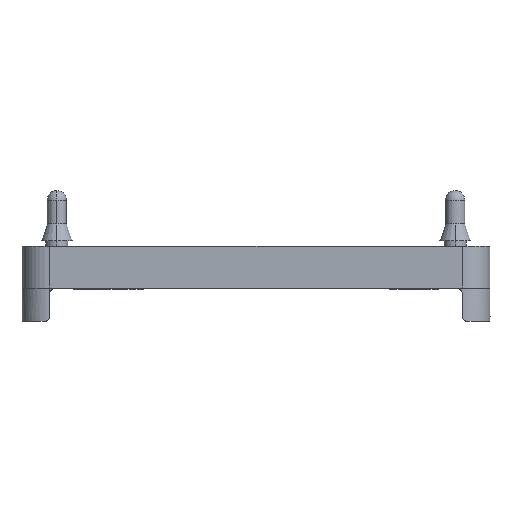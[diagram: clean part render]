
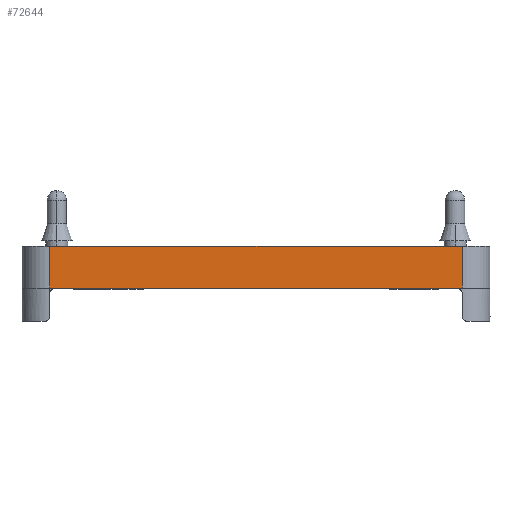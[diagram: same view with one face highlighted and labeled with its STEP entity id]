
A CAD part, left-side view. The second image highlights one B-rep face of the part: STEP entity #72644.
In plain terms, the highlighted planar face has unit normal (-1, 0, 0).
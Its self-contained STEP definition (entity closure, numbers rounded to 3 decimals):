
#859=CARTESIAN_POINT('',(-42.0,36.968,-2.0));
#860=VERTEX_POINT('',#859);
#3777=CARTESIAN_POINT('',(-42.0,-36.968,-2.0));
#3778=VERTEX_POINT('',#3777);
#3786=CARTESIAN_POINT('',(-42.0,-36.968,-2.0));
#3787=DIRECTION('',(0.0,1.0,0.0));
#3788=VECTOR('',#3787,73.937);
#3789=LINE('',#3786,#3788);
#3790=EDGE_CURVE('',#3778,#860,#3789,.T.);
#71028=CARTESIAN_POINT('',(-42.0,-37.0,-2.0));
#71029=VERTEX_POINT('',#71028);
#71037=CARTESIAN_POINT('',(-42.0,-37.0,-2.0));
#71038=DIRECTION('',(0.0,1.0,0.0));
#71039=VECTOR('',#71038,0.032);
#71040=LINE('',#71037,#71039);
#71041=EDGE_CURVE('',#71029,#3778,#71040,.T.);
#71222=CARTESIAN_POINT('',(-42.0,37.,-2.0));
#71223=VERTEX_POINT('',#71222);
#71241=CARTESIAN_POINT('',(-42.0,36.968,-2.0));
#71242=DIRECTION('',(0.0,1.0,0.0));
#71243=VECTOR('',#71242,0.032);
#71244=LINE('',#71241,#71243);
#71245=EDGE_CURVE('',#860,#71223,#71244,.T.);
#72612=CARTESIAN_POINT('',(-42.0,-37.0,-2.0));
#72613=DIRECTION('',(-1.0,0.0,0.0));
#72614=DIRECTION('',(0.0,0.0,1.0));
#72615=AXIS2_PLACEMENT_3D('',#72612,#72613,#72614);
#72616=PLANE('',#72615);
#72617=CARTESIAN_POINT('',(-42.0,-37.0,5.5));
#72618=VERTEX_POINT('',#72617);
#72619=CARTESIAN_POINT('',(-42.0,-37.0,-2.0));
#72620=DIRECTION('',(0.0,0.0,1.0));
#72621=VECTOR('',#72620,7.5);
#72622=LINE('',#72619,#72621);
#72623=EDGE_CURVE('',#71029,#72618,#72622,.T.);
#72624=ORIENTED_EDGE('',*,*,#72623,.T.);
#72625=CARTESIAN_POINT('',(-42.0,37.,5.5));
#72626=VERTEX_POINT('',#72625);
#72627=CARTESIAN_POINT('',(-42.0,-37.0,5.5));
#72628=DIRECTION('',(0.0,1.0,0.0));
#72629=VECTOR('',#72628,74.0);
#72630=LINE('',#72627,#72629);
#72631=EDGE_CURVE('',#72618,#72626,#72630,.T.);
#72632=ORIENTED_EDGE('',*,*,#72631,.T.);
#72633=CARTESIAN_POINT('',(-42.0,37.,-2.0));
#72634=DIRECTION('',(0.0,0.0,1.0));
#72635=VECTOR('',#72634,7.5);
#72636=LINE('',#72633,#72635);
#72637=EDGE_CURVE('',#71223,#72626,#72636,.T.);
#72638=ORIENTED_EDGE('',*,*,#72637,.F.);
#72639=ORIENTED_EDGE('',*,*,#71245,.F.);
#72640=ORIENTED_EDGE('',*,*,#3790,.F.);
#72641=ORIENTED_EDGE('',*,*,#71041,.F.);
#72642=EDGE_LOOP('',(#72624,#72632,#72638,#72639,#72640,#72641));
#72643=FACE_OUTER_BOUND('',#72642,.T.);
#72644=ADVANCED_FACE('',(#72643),#72616,.T.);
